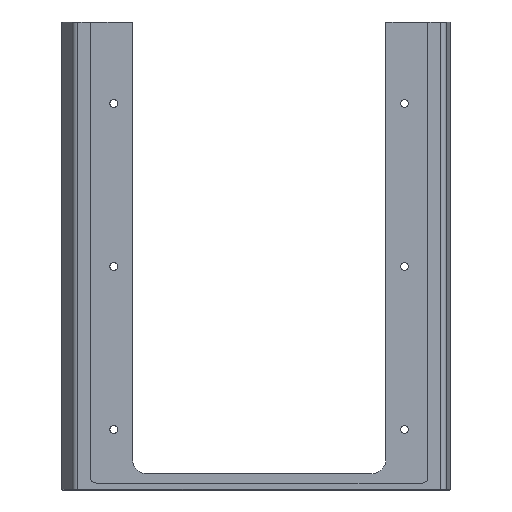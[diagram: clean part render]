
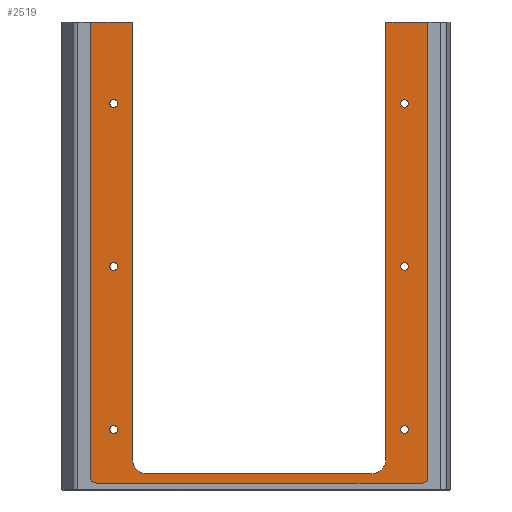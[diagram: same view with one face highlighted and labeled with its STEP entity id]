
A CAD part, front view. The second image highlights one B-rep face of the part: STEP entity #2519.
In plain terms, the highlighted planar face has unit normal (0, -1, 0).
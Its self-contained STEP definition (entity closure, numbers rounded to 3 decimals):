
#269=VECTOR('',#3895,1.);
#272=VECTOR('',#3899,1.);
#273=VECTOR('',#3901,1.);
#274=VECTOR('',#3903,1.);
#275=VECTOR('',#3904,1.);
#276=VECTOR('',#3907,1.);
#277=VECTOR('',#3910,1.);
#506=LINE('',#3264,#269);
#509=LINE('',#3270,#272);
#510=LINE('',#3272,#273);
#511=LINE('',#3274,#274);
#512=LINE('',#3276,#275);
#513=LINE('',#3280,#276);
#514=LINE('',#3284,#277);
#642=PLANE('',#2715);
#817=VERTEX_POINT('',#3124);
#818=VERTEX_POINT('',#3127);
#819=VERTEX_POINT('',#3130);
#820=VERTEX_POINT('',#3133);
#821=VERTEX_POINT('',#3136);
#822=VERTEX_POINT('',#3139);
#863=VERTEX_POINT('',#3253);
#864=VERTEX_POINT('',#3254);
#865=VERTEX_POINT('',#3259);
#866=VERTEX_POINT('',#3260);
#867=VERTEX_POINT('',#3265);
#868=VERTEX_POINT('',#3269);
#869=VERTEX_POINT('',#3275);
#870=VERTEX_POINT('',#3277);
#871=VERTEX_POINT('',#3279);
#872=VERTEX_POINT('',#3281);
#873=VERTEX_POINT('',#3283);
#874=VERTEX_POINT('',#3285);
#965=CIRCLE('',#2662,1.7);
#966=CIRCLE('',#2664,1.7);
#967=CIRCLE('',#2666,1.7);
#968=CIRCLE('',#2668,1.7);
#969=CIRCLE('',#2670,1.7);
#970=CIRCLE('',#2672,1.7);
#990=CIRCLE('',#2709,6.);
#991=CIRCLE('',#2711,6.);
#992=CIRCLE('',#2716,2.4);
#993=CIRCLE('',#2717,2.4);
#1178=EDGE_CURVE('',#817,#817,#965,.T.);
#1179=EDGE_CURVE('',#818,#818,#966,.T.);
#1180=EDGE_CURVE('',#819,#819,#967,.T.);
#1181=EDGE_CURVE('',#820,#820,#968,.T.);
#1182=EDGE_CURVE('',#821,#821,#969,.T.);
#1183=EDGE_CURVE('',#822,#822,#970,.T.);
#1239=EDGE_CURVE('',#863,#864,#990,.T.);
#1242=EDGE_CURVE('',#865,#866,#991,.T.);
#1245=EDGE_CURVE('',#867,#864,#506,.T.);
#1248=EDGE_CURVE('',#865,#868,#509,.T.);
#1249=EDGE_CURVE('',#863,#866,#510,.T.);
#1250=EDGE_CURVE('',#869,#868,#511,.T.);
#1251=EDGE_CURVE('',#869,#870,#512,.T.);
#1252=EDGE_CURVE('',#870,#871,#992,.T.);
#1253=EDGE_CURVE('',#871,#872,#513,.T.);
#1254=EDGE_CURVE('',#872,#873,#993,.T.);
#1255=EDGE_CURVE('',#873,#874,#514,.T.);
#1256=EDGE_CURVE('',#867,#874,#511,.T.);
#1757=ORIENTED_EDGE('',*,*,#1178,.T.);
#1758=ORIENTED_EDGE('',*,*,#1179,.T.);
#1759=ORIENTED_EDGE('',*,*,#1180,.T.);
#1760=ORIENTED_EDGE('',*,*,#1181,.T.);
#1761=ORIENTED_EDGE('',*,*,#1182,.T.);
#1762=ORIENTED_EDGE('',*,*,#1183,.T.);
#1763=ORIENTED_EDGE('',*,*,#1245,.T.);
#1764=ORIENTED_EDGE('',*,*,#1239,.F.);
#1765=ORIENTED_EDGE('',*,*,#1249,.T.);
#1766=ORIENTED_EDGE('',*,*,#1242,.F.);
#1767=ORIENTED_EDGE('',*,*,#1248,.T.);
#1768=ORIENTED_EDGE('',*,*,#1250,.F.);
#1769=ORIENTED_EDGE('',*,*,#1251,.T.);
#1770=ORIENTED_EDGE('',*,*,#1252,.T.);
#1771=ORIENTED_EDGE('',*,*,#1253,.T.);
#1772=ORIENTED_EDGE('',*,*,#1254,.T.);
#1773=ORIENTED_EDGE('',*,*,#1255,.T.);
#1774=ORIENTED_EDGE('',*,*,#1256,.F.);
#2177=EDGE_LOOP('',(#1757));
#2178=EDGE_LOOP('',(#1758));
#2179=EDGE_LOOP('',(#1759));
#2180=EDGE_LOOP('',(#1760));
#2181=EDGE_LOOP('',(#1761));
#2182=EDGE_LOOP('',(#1762));
#2183=EDGE_LOOP('',(#1763,#1764,#1765,#1766,#1767,#1768,#1769,#1770,#1771,
#1772,#1773,#1774));
#2367=FACE_BOUND('',#2177,.T.);
#2368=FACE_BOUND('',#2178,.T.);
#2369=FACE_BOUND('',#2179,.T.);
#2370=FACE_BOUND('',#2180,.T.);
#2371=FACE_BOUND('',#2181,.T.);
#2372=FACE_BOUND('',#2182,.T.);
#2373=FACE_BOUND('',#2183,.T.);
#2519=ADVANCED_FACE('',(#2367,#2368,#2369,#2370,#2371,#2372,#2373),#642,
 .F.);
#2662=AXIS2_PLACEMENT_3D('',#3123,#3762,#3763);
#2664=AXIS2_PLACEMENT_3D('',#3126,#3766,#3767);
#2666=AXIS2_PLACEMENT_3D('',#3129,#3770,#3771);
#2668=AXIS2_PLACEMENT_3D('',#3132,#3774,#3775);
#2670=AXIS2_PLACEMENT_3D('',#3135,#3778,#3779);
#2672=AXIS2_PLACEMENT_3D('',#3138,#3782,#3783);
#2709=AXIS2_PLACEMENT_3D('',#3252,#3884,#3885);
#2711=AXIS2_PLACEMENT_3D('',#3258,#3890,#3891);
#2715=AXIS2_PLACEMENT_3D('',#3273,#3902,$);
#2716=AXIS2_PLACEMENT_3D('',#3278,#3905,#3906);
#2717=AXIS2_PLACEMENT_3D('',#3282,#3908,#3909);
#3123=CARTESIAN_POINT('',(142.185,1.6,23.));
#3124=CARTESIAN_POINT('',(142.185,1.6,21.3));
#3126=CARTESIAN_POINT('',(142.185,1.6,93.));
#3127=CARTESIAN_POINT('',(142.185,1.6,91.3));
#3129=CARTESIAN_POINT('',(142.185,1.6,163.));
#3130=CARTESIAN_POINT('',(142.185,1.6,161.3));
#3132=CARTESIAN_POINT('',(17.335,1.6,163.));
#3133=CARTESIAN_POINT('',(17.335,1.6,161.3));
#3135=CARTESIAN_POINT('',(17.335,1.6,93.));
#3136=CARTESIAN_POINT('',(17.335,1.6,91.3));
#3138=CARTESIAN_POINT('',(17.335,1.6,23.));
#3139=CARTESIAN_POINT('',(17.335,1.6,21.3));
#3252=CARTESIAN_POINT('',(128.185,1.6,10.));
#3253=CARTESIAN_POINT('',(128.185,1.6,4.));
#3254=CARTESIAN_POINT('',(134.185,1.6,10.));
#3258=CARTESIAN_POINT('',(31.385,1.6,10.));
#3259=CARTESIAN_POINT('',(25.385,1.6,10.));
#3260=CARTESIAN_POINT('',(31.385,1.6,4.));
#3264=CARTESIAN_POINT('',(134.185,1.6,100.));
#3265=CARTESIAN_POINT('',(134.185,1.6,198.));
#3269=CARTESIAN_POINT('',(25.385,1.6,198.));
#3270=CARTESIAN_POINT('',(25.385,1.6,100.));
#3272=CARTESIAN_POINT('',(79.785,1.6,4.));
#3273=CARTESIAN_POINT('',(79.785,1.6,99.));
#3274=CARTESIAN_POINT('',(76.186,1.6,198.));
#3275=CARTESIAN_POINT('',(7.385,1.6,198.));
#3276=CARTESIAN_POINT('',(7.385,1.6,0.));
#3277=CARTESIAN_POINT('',(7.385,1.6,2.4));
#3278=CARTESIAN_POINT('',(9.785,1.6,2.4));
#3279=CARTESIAN_POINT('',(9.785,1.6,0.));
#3280=CARTESIAN_POINT('',(152.185,1.6,0.));
#3281=CARTESIAN_POINT('',(149.785,1.6,0.));
#3282=CARTESIAN_POINT('',(149.785,1.6,2.4));
#3283=CARTESIAN_POINT('',(152.185,1.6,2.4));
#3284=CARTESIAN_POINT('',(152.185,1.6,198.));
#3285=CARTESIAN_POINT('',(152.185,1.6,198.));
#3762=DIRECTION('',(0.,1.,0.));
#3763=DIRECTION('',(0.,0.,-1.7));
#3766=DIRECTION('',(0.,1.,0.));
#3767=DIRECTION('',(0.,0.,-1.7));
#3770=DIRECTION('',(0.,1.,0.));
#3771=DIRECTION('',(0.,0.,-1.7));
#3774=DIRECTION('',(0.,1.,0.));
#3775=DIRECTION('',(0.,0.,-1.7));
#3778=DIRECTION('',(0.,1.,0.));
#3779=DIRECTION('',(0.,0.,-1.7));
#3782=DIRECTION('',(0.,1.,0.));
#3783=DIRECTION('',(0.,0.,-1.7));
#3884=DIRECTION('',(0.,-1.,0.));
#3885=DIRECTION('',(4.243,0.,-4.243));
#3890=DIRECTION('',(0.,-1.,0.));
#3891=DIRECTION('',(-4.243,0.,-4.243));
#3895=DIRECTION('',(0.,0.,-1.));
#3899=DIRECTION('',(0.,0.,1.));
#3901=DIRECTION('',(-1.,0.,0.));
#3902=DIRECTION('',(0.,1.,0.));
#3903=DIRECTION('',(1.,0.,0.));
#3904=DIRECTION('',(0.,0.,-1.));
#3905=DIRECTION('',(0.,-1.,0.));
#3906=DIRECTION('',(-1.697,0.,-1.697));
#3907=DIRECTION('',(1.,0.,0.));
#3908=DIRECTION('',(0.,-1.,0.));
#3909=DIRECTION('',(1.697,0.,-1.697));
#3910=DIRECTION('',(0.,0.,1.));
